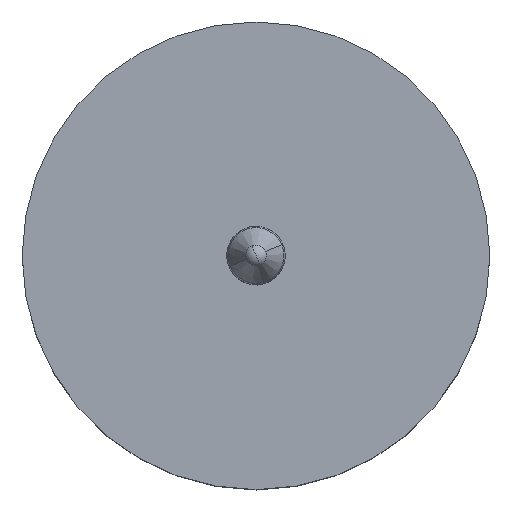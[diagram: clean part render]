
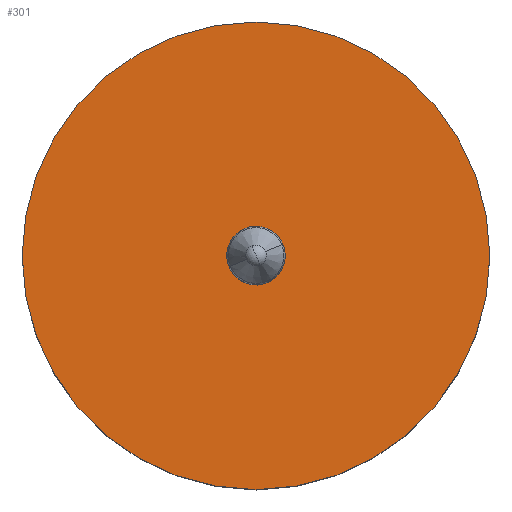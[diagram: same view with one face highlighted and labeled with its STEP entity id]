
A CAD part, top view. The second image highlights one B-rep face of the part: STEP entity #301.
In plain terms, the highlighted planar face has unit normal (0, 0, 1).
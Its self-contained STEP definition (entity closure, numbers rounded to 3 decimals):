
#9 = DIRECTION ( 'NONE',  ( 0., 0., 1. ) ) ;
#28 = CARTESIAN_POINT ( 'NONE',  ( 2., 0., 0. ) ) ;
#69 = FACE_BOUND ( 'NONE', #83, .T. ) ;
#83 = EDGE_LOOP ( 'NONE', ( #246, #313 ) ) ;
#101 = DIRECTION ( 'NONE',  ( 1., 0., 0. ) ) ;
#105 = DIRECTION ( 'NONE',  ( 0., 0., -1. ) ) ;
#109 = DIRECTION ( 'NONE',  ( 1., 0., 0. ) ) ;
#127 = CIRCLE ( 'NONE', #465, 2. ) ;
#138 = EDGE_CURVE ( 'NONE', #380, #223, #428, .T. ) ;
#179 = CARTESIAN_POINT ( 'NONE',  ( 0., 0., 0. ) ) ;
#183 = EDGE_CURVE ( 'NONE', #223, #380, #209, .T. ) ;
#196 = VERTEX_POINT ( 'NONE', #28 ) ;
#197 = CARTESIAN_POINT ( 'NONE',  ( -2., 0., 0. ) ) ;
#200 = EDGE_CURVE ( 'NONE', #196, #305, #127, .T. ) ;
#209 = CIRCLE ( 'NONE', #341, 0.25 ) ;
#214 = ORIENTED_EDGE ( 'NONE', *, *, #200, .F. ) ;
#221 = DIRECTION ( 'NONE',  ( 0., 0., 1. ) ) ;
#223 = VERTEX_POINT ( 'NONE', #447 ) ;
#238 = AXIS2_PLACEMENT_3D ( 'NONE', #259, #221, #109 ) ;
#244 = CARTESIAN_POINT ( 'NONE',  ( 0., 0., 0. ) ) ;
#246 = ORIENTED_EDGE ( 'NONE', *, *, #183, .F. ) ;
#254 = DIRECTION ( 'NONE',  ( 0., 0., -1. ) ) ;
#259 = CARTESIAN_POINT ( 'NONE',  ( 0., 0., 0. ) ) ;
#279 = AXIS2_PLACEMENT_3D ( 'NONE', #244, #105, #405 ) ;
#283 = EDGE_CURVE ( 'NONE', #305, #196, #432, .T. ) ;
#298 = DIRECTION ( 'NONE',  ( 0., 0., 1. ) ) ;
#300 = CARTESIAN_POINT ( 'NONE',  ( 0., 0., 0. ) ) ;
#301 = ADVANCED_FACE ( 'NONE', ( #335, #69 ), #482, .T. ) ;
#305 = VERTEX_POINT ( 'NONE', #197 ) ;
#313 = ORIENTED_EDGE ( 'NONE', *, *, #138, .F. ) ;
#319 = ORIENTED_EDGE ( 'NONE', *, *, #283, .F. ) ;
#335 = FACE_OUTER_BOUND ( 'NONE', #455, .T. ) ;
#341 = AXIS2_PLACEMENT_3D ( 'NONE', #179, #298, #101 ) ;
#343 = AXIS2_PLACEMENT_3D ( 'NONE', #450, #9, #381 ) ;
#380 = VERTEX_POINT ( 'NONE', #415 ) ;
#381 = DIRECTION ( 'NONE',  ( 1., 0., 0. ) ) ;
#405 = DIRECTION ( 'NONE',  ( -1., 0., 0. ) ) ;
#415 = CARTESIAN_POINT ( 'NONE',  ( 0.231, 0.096, 0. ) ) ;
#428 = CIRCLE ( 'NONE', #238, 0.25 ) ;
#432 = CIRCLE ( 'NONE', #279, 2. ) ;
#441 = DIRECTION ( 'NONE',  ( -1., 0., 0. ) ) ;
#447 = CARTESIAN_POINT ( 'NONE',  ( -0.231, -0.096, 0. ) ) ;
#450 = CARTESIAN_POINT ( 'NONE',  ( 0., 1.61, 0. ) ) ;
#455 = EDGE_LOOP ( 'NONE', ( #319, #214 ) ) ;
#465 = AXIS2_PLACEMENT_3D ( 'NONE', #300, #254, #441 ) ;
#482 = PLANE ( 'NONE',  #343 ) ;
